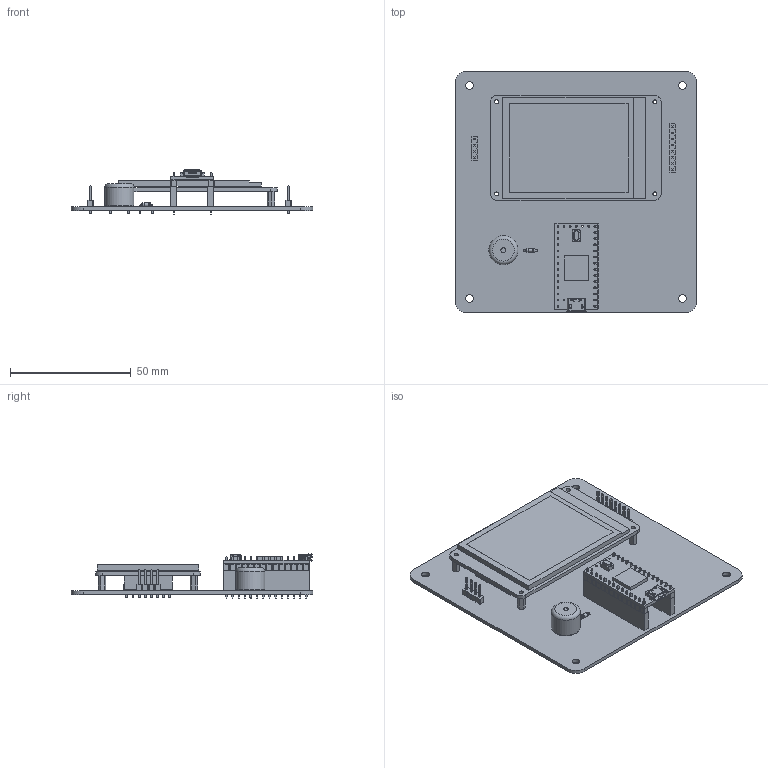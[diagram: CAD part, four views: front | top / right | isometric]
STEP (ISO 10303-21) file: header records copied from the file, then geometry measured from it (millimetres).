
FILE_DESCRIPTION(('KiCad electronic assembly'),'2;1');
FILE_NAME('Dev Output Board.step','2025-12-11T12:02:11',('Pcbnew'),( 'Kicad'),'Open CASCADE STEP processor 7.8','KiCad to STEP converter' ,'Unknown');
FILE_SCHEMA(('AUTOMOTIVE_DESIGN { 1 0 10303 214 1 1 1 1 }'));
Length unit declared in the file: millimetre
Products named in the file (14): Dev Output Board 1; Waveshare 2.4in LCD; R_Axial_DIN0204_L3.6mm_D1.6mm_P5.08mm_Horizontal; PinHeader_1x08_P2.54mm_Vertical; Teensy_4.0_Assembly; Teensy_4.0_PCB; Micro USB-B Female 5Pin SMD; NXP iMXRT1062; SKRPACE010 v4; PinSocket_1x14_P2.54mm_Vertical; PinHeader_1x14_P2.54mm_Vertical; Buzzer_12x9.5RM7.6; PinHeader_1x04_P2.54mm_Vertical; Dev Output Board_PCB
Assembly tree (15 placements, depth 3):
  Dev Output Board 1
    Waveshare 2.4in LCD
    R_Axial_DIN0204_L3.6mm_D1.6mm_P5.08mm_Horizontal
    PinHeader_1x08_P2.54mm_Vertical
    Teensy_4.0_Assembly
      Teensy_4.0_PCB
      Micro USB-B Female 5Pin SMD
      NXP iMXRT1062
      SKRPACE010 v4
    PinSocket_1x14_P2.54mm_Vertical  x2
    PinHeader_1x14_P2.54mm_Vertical  x2
    Buzzer_12x9.5RM7.6
    PinHeader_1x04_P2.54mm_Vertical
    Dev Output Board_PCB
Bounding box: 100 x 100 x 18.31 mm (x, y, z)
Volume: 30253.7 mm3; surface area: 40442 mm2
Topology: 21 solids, 21 shells, 2639 faces, 6876 edges, 4416 vertices
Faces by surface type: plane 2190, cylinder 418, torus 18, bspline 13
Full cylindrical faces by diameter (mm): 0.5 x2, 0.7 x2, 0.9 x2, 0.953 x8, 1 x14, 1.1 x44, 1.44 x1, 1.6 x2, 2 x5, 3.2 x4, 12 x1
Entity records: 68678 total; most frequent: CARTESIAN_POINT 10784, ORIENTED_EDGE 10164, DIRECTION 9734, EDGE_CURVE 5082, LINE 4190, VECTOR 4190, VERTEX_POINT 3276, AXIS2_PLACEMENT_3D 2772
